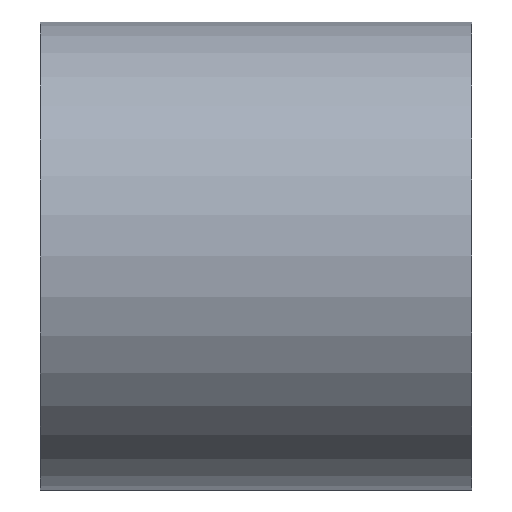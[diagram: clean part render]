
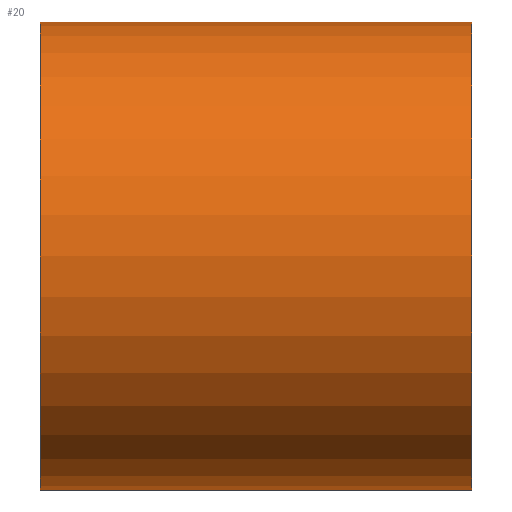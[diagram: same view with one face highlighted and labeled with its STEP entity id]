
A CAD part, left-side view. The second image highlights one B-rep face of the part: STEP entity #20.
In plain terms, the highlighted cylindrical face has radius 13 mm (diameter 26 mm), a partial arc.
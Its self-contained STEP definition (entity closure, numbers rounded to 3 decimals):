
#20 = ADVANCED_FACE ( 'NONE', ( #1613 ), #1614, .T. ) ;
#114 = CARTESIAN_POINT ( 'NONE',  ( 0., -12., -13. ) ) ;
#201 = CARTESIAN_POINT ( 'NONE',  ( 0., 13.586, -13. ) ) ;
#202 = DIRECTION ( 'NONE',  ( 0., 1., 0. ) ) ;
#210 = CARTESIAN_POINT ( 'NONE',  ( 0., -12., 0. ) ) ;
#211 = DIRECTION ( 'NONE',  ( 0., 1., 0. ) ) ;
#212 = DIRECTION ( 'NONE',  ( -1., 0., 0. ) ) ;
#225 = CARTESIAN_POINT ( 'NONE',  ( 0., 12., 0. ) ) ;
#226 = DIRECTION ( 'NONE',  ( 0., -1., 0. ) ) ;
#227 = DIRECTION ( 'NONE',  ( 1., 0., 0. ) ) ;
#284 = CARTESIAN_POINT ( 'NONE',  ( 0., 13.586, 13. ) ) ;
#285 = DIRECTION ( 'NONE',  ( 0., 1., 0. ) ) ;
#463 = EDGE_LOOP ( 'NONE', ( #1558, #1549, #1553, #1557 ) ) ;
#484 = VERTEX_POINT ( 'NONE', #1253 ) ;
#563 = VERTEX_POINT ( 'NONE', #1262 ) ;
#571 = VERTEX_POINT ( 'NONE', #1267 ) ;
#641 = VERTEX_POINT ( 'NONE', #114 ) ;
#1253 = CARTESIAN_POINT ( 'NONE',  ( 0., -12., 13. ) ) ;
#1262 = CARTESIAN_POINT ( 'NONE',  ( 0., 12., 13. ) ) ;
#1267 = CARTESIAN_POINT ( 'NONE',  ( 0., 12., -13. ) ) ;
#1355 = AXIS2_PLACEMENT_3D ( 'NONE', #1707, #1721, #1726 ) ;
#1492 = LINE ( 'NONE', #201, #1739 ) ;
#1524 = LINE ( 'NONE', #284, #1790 ) ;
#1549 = ORIENTED_EDGE ( 'NONE', *, *, #1642, .T. ) ;
#1553 = ORIENTED_EDGE ( 'NONE', *, *, #1654, .T. ) ;
#1557 = ORIENTED_EDGE ( 'NONE', *, *, #1647, .T. ) ;
#1558 = ORIENTED_EDGE ( 'NONE', *, *, #1638, .F. ) ;
#1613 = FACE_OUTER_BOUND ( 'NONE', #463, .T. ) ;
#1614 = CYLINDRICAL_SURFACE ( 'NONE', #1355, 13. ) ;
#1638 = EDGE_CURVE ( 'NONE', #641, #571, #1492, .T. ) ;
#1642 = EDGE_CURVE ( 'NONE', #641, #484, #1761, .T. ) ;
#1647 = EDGE_CURVE ( 'NONE', #563, #571, #1810, .T. ) ;
#1654 = EDGE_CURVE ( 'NONE', #484, #563, #1524, .T. ) ;
#1707 = CARTESIAN_POINT ( 'NONE',  ( 0., 13.586, 0. ) ) ;
#1721 = DIRECTION ( 'NONE',  ( 0., 1., 0. ) ) ;
#1726 = DIRECTION ( 'NONE',  ( 0., 0., 1. ) ) ;
#1739 = VECTOR ( 'NONE', #202, 1000. ) ;
#1761 = CIRCLE ( 'NONE', #1813, 13. ) ;
#1764 = AXIS2_PLACEMENT_3D ( 'NONE', #225, #226, #227 ) ;
#1790 = VECTOR ( 'NONE', #285, 1000. ) ;
#1810 = CIRCLE ( 'NONE', #1764, 13. ) ;
#1813 = AXIS2_PLACEMENT_3D ( 'NONE', #210, #211, #212 ) ;
